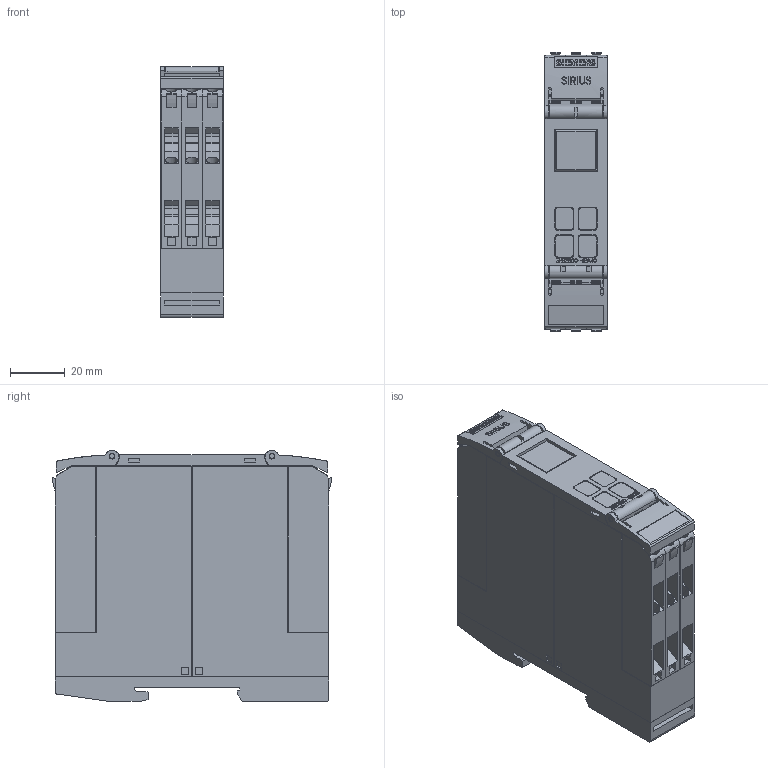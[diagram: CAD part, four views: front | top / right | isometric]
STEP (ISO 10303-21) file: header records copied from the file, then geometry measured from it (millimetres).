
FILE_DESCRIPTION(('STEP AP214'),'1');
FILE_NAME('cctmp_5E440062-4C55-4719-B1C6-48375DAB6D3B_2023_07_21_11_07_50_0988..stp','2023-07-21T09:07:52',('SIEMENS A&D'),('CADClick - www.CADClick.com'),'Spatial InterOp 3D postprocessed',' ','unknown authorization');
FILE_SCHEMA(('AUTOMOTIVE_DESIGN'));
Length unit declared in the file: millimetre
Products named in the file (1): 2023_07_21_11_07_50_0923
Bounding box: 22.8 x 101.9 x 91.6 mm (x, y, z)
Volume: 184087.6 mm3; surface area: 55760 mm2
Topology: 1 solids, 1 shells, 1754 faces, 4867 edges, 3230 vertices
Faces by surface type: plane 1397, cylinder 305, cone 36, torus 16
Entity records: 61966 total; most frequent: CARTESIAN_POINT 11064, ORIENTED_EDGE 9718, DIRECTION 9070, EDGE_CURVE 4859, LINE 3958, VECTOR 3958, VERTEX_POINT 3230, AXIS2_PLACEMENT_3D 2556
